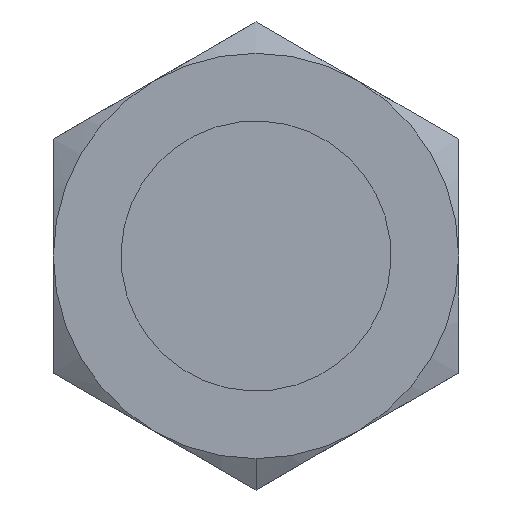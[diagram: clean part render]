
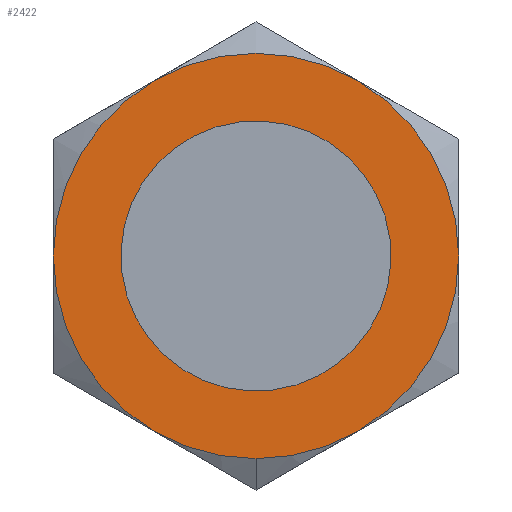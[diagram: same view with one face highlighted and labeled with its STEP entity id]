
A CAD part, left-side view. The second image highlights one B-rep face of the part: STEP entity #2422.
In plain terms, the highlighted planar face has unit normal (-1, 0, 0).
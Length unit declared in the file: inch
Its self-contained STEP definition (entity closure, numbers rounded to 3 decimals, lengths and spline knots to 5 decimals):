
#3 = DIRECTION ( 'NONE',  ( -1., 0., 0. ) ) ;
#41 = AXIS2_PLACEMENT_3D ( 'NONE', #604, #1731, #609 ) ;
#44 = DIRECTION ( 'NONE',  ( -1., 0., 0. ) ) ;
#92 = ORIENTED_EDGE ( 'NONE', *, *, #1831, .T. ) ;
#105 = DIRECTION ( 'NONE',  ( 0., 0., 1. ) ) ;
#143 = DIRECTION ( 'NONE',  ( 0., 0., 1. ) ) ;
#147 = EDGE_LOOP ( 'NONE', ( #2161, #1741 ) ) ;
#149 = FACE_OUTER_BOUND ( 'NONE', #2396, .T. ) ;
#159 = CARTESIAN_POINT ( 'NONE',  ( -0.36, 0., 0. ) ) ;
#191 = DIRECTION ( 'NONE',  ( 0., 0., 1. ) ) ;
#228 = AXIS2_PLACEMENT_3D ( 'NONE', #1066, #503, #105 ) ;
#232 = CARTESIAN_POINT ( 'NONE',  ( -0.36, 0., 0. ) ) ;
#244 = DIRECTION ( 'NONE',  ( -1., 0., 0. ) ) ;
#351 = CARTESIAN_POINT ( 'NONE',  ( -0.36, 0.28125, 0. ) ) ;
#358 = AXIS2_PLACEMENT_3D ( 'NONE', #1274, #1847, #2197 ) ;
#408 = CIRCLE ( 'NONE', #2192, 0.28125 ) ;
#447 = CARTESIAN_POINT ( 'NONE',  ( -0.36, -0.28125, 0. ) ) ;
#484 = VERTEX_POINT ( 'NONE', #447 ) ;
#503 = DIRECTION ( 'NONE',  ( -1., 0., 0. ) ) ;
#547 = DIRECTION ( 'NONE',  ( 0., 0., 1. ) ) ;
#568 = AXIS2_PLACEMENT_3D ( 'NONE', #1271, #1660, #2433 ) ;
#590 = VERTEX_POINT ( 'NONE', #1084 ) ;
#604 = CARTESIAN_POINT ( 'NONE',  ( -0.36, 0., 0. ) ) ;
#609 = DIRECTION ( 'NONE',  ( 0., 0., 1. ) ) ;
#640 = CIRCLE ( 'NONE', #2129, 0.28125 ) ;
#677 = PLANE ( 'NONE',  #568 ) ;
#720 = CARTESIAN_POINT ( 'NONE',  ( -0.36, 0., 0. ) ) ;
#736 = AXIS2_PLACEMENT_3D ( 'NONE', #1876, #2221, #547 ) ;
#756 = ORIENTED_EDGE ( 'NONE', *, *, #1957, .T. ) ;
#826 = CARTESIAN_POINT ( 'NONE',  ( -0.36, 0., 0. ) ) ;
#928 = CARTESIAN_POINT ( 'NONE',  ( -0.36, 0.14062, -0.24357 ) ) ;
#933 = AXIS2_PLACEMENT_3D ( 'NONE', #159, #1656, #143 ) ;
#941 = EDGE_CURVE ( 'NONE', #1018, #1087, #1756, .T. ) ;
#961 = VERTEX_POINT ( 'NONE', #1925 ) ;
#1018 = VERTEX_POINT ( 'NONE', #1939 ) ;
#1020 = ORIENTED_EDGE ( 'NONE', *, *, #1892, .T. ) ;
#1031 = AXIS2_PLACEMENT_3D ( 'NONE', #232, #244, #1963 ) ;
#1046 = CIRCLE ( 'NONE', #736, 0.28125 ) ;
#1066 = CARTESIAN_POINT ( 'NONE',  ( -0.36, 0., 0. ) ) ;
#1084 = CARTESIAN_POINT ( 'NONE',  ( -0.36, 0., -0.28125 ) ) ;
#1087 = VERTEX_POINT ( 'NONE', #1596 ) ;
#1110 = ORIENTED_EDGE ( 'NONE', *, *, #2013, .T. ) ;
#1119 = CIRCLE ( 'NONE', #358, 0.28125 ) ;
#1159 = CARTESIAN_POINT ( 'NONE',  ( -0.36, 0., 0. ) ) ;
#1198 = VERTEX_POINT ( 'NONE', #351 ) ;
#1271 = CARTESIAN_POINT ( 'NONE',  ( -0.36, 0.28125, -0.48714 ) ) ;
#1274 = CARTESIAN_POINT ( 'NONE',  ( -0.36, 0., 0. ) ) ;
#1343 = EDGE_CURVE ( 'NONE', #1087, #1018, #2229, .T. ) ;
#1357 = VERTEX_POINT ( 'NONE', #928 ) ;
#1371 = ORIENTED_EDGE ( 'NONE', *, *, #1681, .T. ) ;
#1377 = EDGE_CURVE ( 'NONE', #2407, #484, #1818, .T. ) ;
#1550 = EDGE_CURVE ( 'NONE', #590, #2407, #640, .T. ) ;
#1563 = ORIENTED_EDGE ( 'NONE', *, *, #1550, .T. ) ;
#1591 = FACE_BOUND ( 'NONE', #147, .T. ) ;
#1596 = CARTESIAN_POINT ( 'NONE',  ( -0.36, 0., -0.159 ) ) ;
#1628 = CIRCLE ( 'NONE', #228, 0.28125 ) ;
#1656 = DIRECTION ( 'NONE',  ( -1., 0., 0. ) ) ;
#1660 = DIRECTION ( 'NONE',  ( 1., 0., 0. ) ) ;
#1681 = EDGE_CURVE ( 'NONE', #484, #961, #408, .T. ) ;
#1729 = DIRECTION ( 'NONE',  ( 0., 0., 1. ) ) ;
#1731 = DIRECTION ( 'NONE',  ( -1., 0., 0. ) ) ;
#1741 = ORIENTED_EDGE ( 'NONE', *, *, #1343, .F. ) ;
#1756 = CIRCLE ( 'NONE', #1031, 0.159 ) ;
#1774 = DIRECTION ( 'NONE',  ( 0., 0., 1. ) ) ;
#1814 = CIRCLE ( 'NONE', #933, 0.28125 ) ;
#1818 = CIRCLE ( 'NONE', #41, 0.28125 ) ;
#1831 = EDGE_CURVE ( 'NONE', #961, #2247, #1628, .T. ) ;
#1847 = DIRECTION ( 'NONE',  ( -1., 0., 0. ) ) ;
#1876 = CARTESIAN_POINT ( 'NONE',  ( -0.36, 0., 0. ) ) ;
#1892 = EDGE_CURVE ( 'NONE', #1357, #590, #1046, .T. ) ;
#1925 = CARTESIAN_POINT ( 'NONE',  ( -0.36, -0.14063, 0.24357 ) ) ;
#1939 = CARTESIAN_POINT ( 'NONE',  ( -0.36, 0., 0.159 ) ) ;
#1957 = EDGE_CURVE ( 'NONE', #2247, #1198, #1814, .T. ) ;
#1959 = DIRECTION ( 'NONE',  ( -1., 0., 0. ) ) ;
#1963 = DIRECTION ( 'NONE',  ( 0., 0., 1. ) ) ;
#2013 = EDGE_CURVE ( 'NONE', #1198, #1357, #1119, .T. ) ;
#2129 = AXIS2_PLACEMENT_3D ( 'NONE', #826, #1959, #1774 ) ;
#2142 = AXIS2_PLACEMENT_3D ( 'NONE', #720, #3, #191 ) ;
#2153 = CARTESIAN_POINT ( 'NONE',  ( -0.36, 0.14063, 0.24357 ) ) ;
#2161 = ORIENTED_EDGE ( 'NONE', *, *, #941, .F. ) ;
#2192 = AXIS2_PLACEMENT_3D ( 'NONE', #1159, #44, #1729 ) ;
#2197 = DIRECTION ( 'NONE',  ( 0., 0., 1. ) ) ;
#2221 = DIRECTION ( 'NONE',  ( -1., 0., 0. ) ) ;
#2229 = CIRCLE ( 'NONE', #2142, 0.159 ) ;
#2247 = VERTEX_POINT ( 'NONE', #2153 ) ;
#2272 = ORIENTED_EDGE ( 'NONE', *, *, #1377, .T. ) ;
#2360 = CARTESIAN_POINT ( 'NONE',  ( -0.36, -0.14062, -0.24357 ) ) ;
#2396 = EDGE_LOOP ( 'NONE', ( #1110, #1020, #1563, #2272, #1371, #92, #756 ) ) ;
#2407 = VERTEX_POINT ( 'NONE', #2360 ) ;
#2422 = ADVANCED_FACE ( 'NONE', ( #149, #1591 ), #677, .F. ) ;
#2433 = DIRECTION ( 'NONE',  ( 0., 0., -1. ) ) ;
